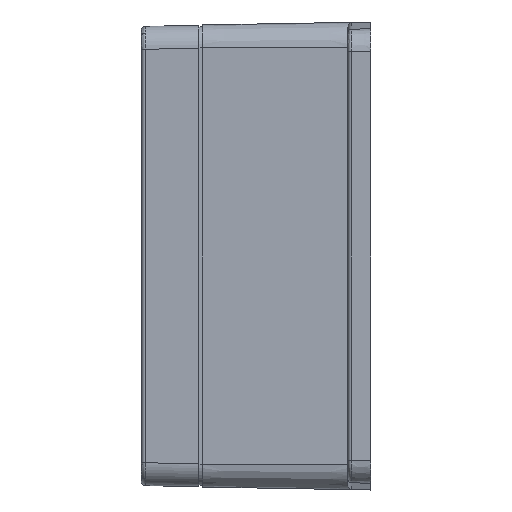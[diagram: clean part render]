
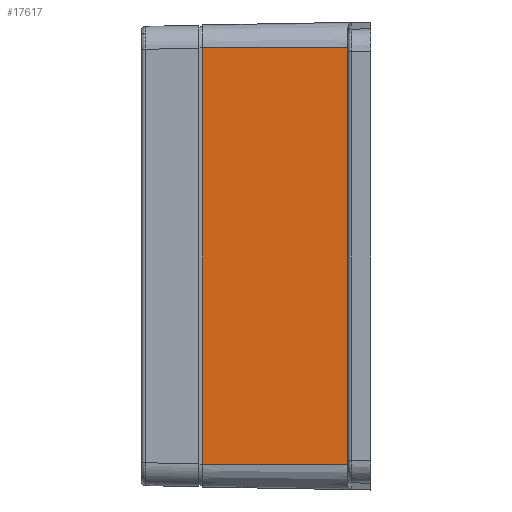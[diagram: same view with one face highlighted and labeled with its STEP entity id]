
A CAD part, left-side view. The second image highlights one B-rep face of the part: STEP entity #17617.
In plain terms, the highlighted planar face has unit normal (-1, 0.018, 0).
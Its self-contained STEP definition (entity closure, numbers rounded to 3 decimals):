
#403 = CARTESIAN_POINT ( 'NONE',  ( -8795.578, -499000., 54.501 ) ) ;
#973 = ORIENTED_EDGE ( 'NONE', *, *, #12491, .T. ) ;
#1052 = VECTOR ( 'NONE', #17069, 1000. ) ;
#3322 = CARTESIAN_POINT ( 'NONE',  ( -86.181, -39.004, 54.501 ) ) ;
#4165 = EDGE_CURVE ( 'NONE', #12101, #7251, #15628, .T. ) ;
#4176 = CARTESIAN_POINT ( 'NONE',  ( -85.518, -1.005, -54.501 ) ) ;
#5781 = DIRECTION ( 'NONE',  ( -0.017, -1., 0. ) ) ;
#6177 = ORIENTED_EDGE ( 'NONE', *, *, #4165, .T. ) ;
#6380 = AXIS2_PLACEMENT_3D ( 'NONE', #17608, #19066, #5781 ) ;
#7251 = VERTEX_POINT ( 'NONE', #3322 ) ;
#7552 = EDGE_CURVE ( 'NONE', #18903, #16188, #12863, .T. ) ;
#7941 = LINE ( 'NONE', #15632, #14646 ) ;
#11969 = ORIENTED_EDGE ( 'NONE', *, *, #18661, .F. ) ;
#12101 = VERTEX_POINT ( 'NONE', #12811 ) ;
#12491 = EDGE_CURVE ( 'NONE', #18903, #12101, #7941, .T. ) ;
#12811 = CARTESIAN_POINT ( 'NONE',  ( -86.181, -39.004, -54.501 ) ) ;
#12863 = LINE ( 'NONE', #4176, #17271 ) ;
#12902 = CARTESIAN_POINT ( 'NONE',  ( -85.518, -1.005, -54.501 ) ) ;
#13018 = VECTOR ( 'NONE', #15114, 1000. ) ;
#13753 = CARTESIAN_POINT ( 'NONE',  ( -85.518, -1.005, 54.501 ) ) ;
#14646 = VECTOR ( 'NONE', #17283, 1000. ) ;
#14819 = CARTESIAN_POINT ( 'NONE',  ( -86.181, -39.004, -54.501 ) ) ;
#15114 = DIRECTION ( 'NONE',  ( 0., 0., 1. ) ) ;
#15628 = LINE ( 'NONE', #14819, #13018 ) ;
#15632 = CARTESIAN_POINT ( 'NONE',  ( -85.5, 0., -54.501 ) ) ;
#15886 = PLANE ( 'NONE',  #6380 ) ;
#16188 = VERTEX_POINT ( 'NONE', #13753 ) ;
#17069 = DIRECTION ( 'NONE',  ( -0.017, -1., 0. ) ) ;
#17271 = VECTOR ( 'NONE', #17404, 1000. ) ;
#17283 = DIRECTION ( 'NONE',  ( -0.017, -1., 0. ) ) ;
#17404 = DIRECTION ( 'NONE',  ( 0., 0., 1. ) ) ;
#17608 = CARTESIAN_POINT ( 'NONE',  ( -85.5, 0., -54.501 ) ) ;
#17617 = ADVANCED_FACE ( 'NONE', ( #19959 ), #15886, .T. ) ;
#17847 = LINE ( 'NONE', #403, #1052 ) ;
#18661 = EDGE_CURVE ( 'NONE', #16188, #7251, #17847, .T. ) ;
#18903 = VERTEX_POINT ( 'NONE', #12902 ) ;
#19066 = DIRECTION ( 'NONE',  ( -1., 0.017, 0. ) ) ;
#19113 = EDGE_LOOP ( 'NONE', ( #973, #6177, #11969, #20594 ) ) ;
#19959 = FACE_OUTER_BOUND ( 'NONE', #19113, .T. ) ;
#20594 = ORIENTED_EDGE ( 'NONE', *, *, #7552, .F. ) ;
